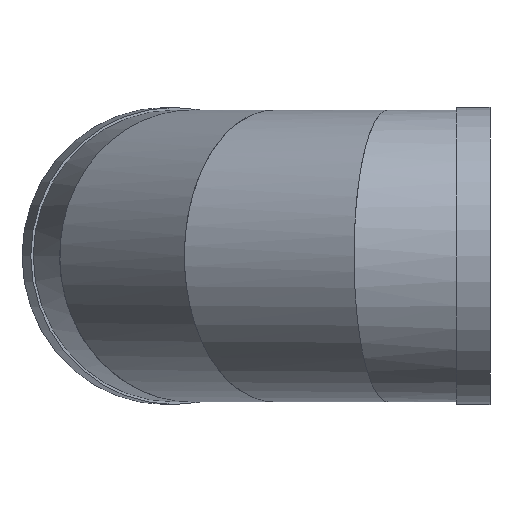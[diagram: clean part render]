
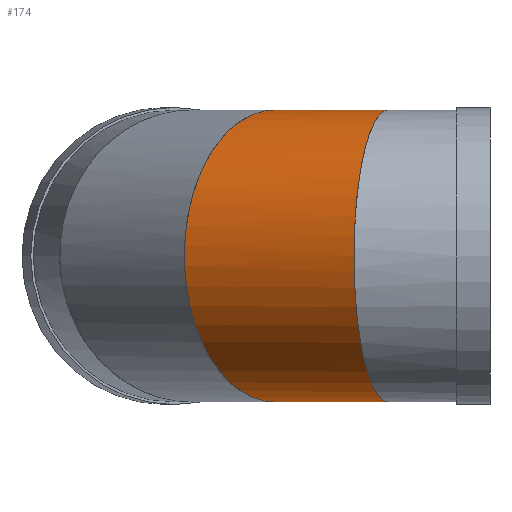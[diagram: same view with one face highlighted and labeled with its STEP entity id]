
A CAD part, left-side view. The second image highlights one B-rep face of the part: STEP entity #174.
In plain terms, the highlighted cylindrical face has radius 280 mm (diameter 560 mm), a full revolution.
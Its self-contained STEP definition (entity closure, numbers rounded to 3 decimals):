
#174 = ADVANCED_FACE( '', ( #314, #315 ), #316, .T. );
#314 = FACE_OUTER_BOUND( '', #424, .T. );
#315 = FACE_OUTER_BOUND( '', #425, .T. );
#316 = CYLINDRICAL_SURFACE( '', #426, 280. );
#424 = EDGE_LOOP( '', ( #568 ) );
#425 = EDGE_LOOP( '', ( #569 ) );
#426 = AXIS2_PLACEMENT_3D( '', #570, #571, #572 );
#568 = ORIENTED_EDGE( '', *, *, #585, .T. );
#569 = ORIENTED_EDGE( '', *, *, #591, .T. );
#570 = CARTESIAN_POINT( '', ( 305.433, 814.93, 0. ) );
#571 = DIRECTION( '', ( 0.442, 0.897, 0. ) );
#572 = DIRECTION( '', ( 0.897, -0.442, 0. ) );
#585 = EDGE_CURVE( '', #640, #640, #641, .T. );
#591 = EDGE_CURVE( '', #650, #650, #651, .T. );
#640 = VERTEX_POINT( '', #712 );
#641 = ELLIPSE( '', #713, 285.486, 280. );
#650 = VERTEX_POINT( '', #722 );
#651 = ELLIPSE( '', #723, 287.511, 280. );
#712 = CARTESIAN_POINT( '', ( 333.509, 238.793, 0. ) );
#713 = AXIS2_PLACEMENT_3D( '', #787, #788, #789 );
#722 = CARTESIAN_POINT( '', ( -280., 260.861, 0. ) );
#723 = AXIS2_PLACEMENT_3D( '', #799, #800, #801 );
#787 = CARTESIAN_POINT( '', ( 107.018, 412.585, 0. ) );
#788 = DIRECTION( '', ( -0.609, -0.793, 0. ) );
#789 = DIRECTION( '', ( 0.793, -0.609, 0. ) );
#799 = CARTESIAN_POINT( '', ( 0., 195.574, 0. ) );
#800 = DIRECTION( '', ( 0.227, 0.974, 0. ) );
#801 = DIRECTION( '', ( -0.974, 0.227, 0. ) );
